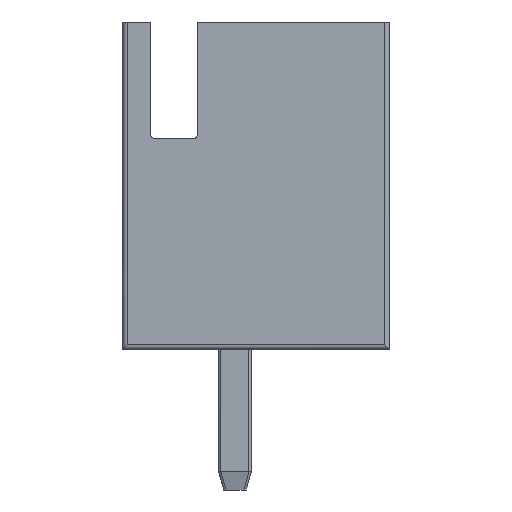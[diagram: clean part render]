
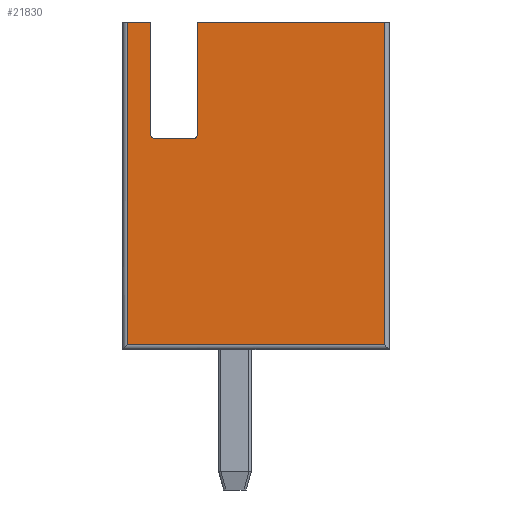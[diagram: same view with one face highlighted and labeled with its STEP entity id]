
A CAD part, left-side view. The second image highlights one B-rep face of the part: STEP entity #21830.
In plain terms, the highlighted planar face has unit normal (-1, 0, 0).
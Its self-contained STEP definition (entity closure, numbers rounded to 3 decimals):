
#884 = AXIS2_PLACEMENT_3D ( 'NONE', #2686, #8199, #16399 ) ;
#1013 = CARTESIAN_POINT ( 'NONE',  ( -2.5, 0.8, 7. ) ) ;
#1913 = ORIENTED_EDGE ( 'NONE', *, *, #4014, .F. ) ;
#2370 = VERTEX_POINT ( 'NONE', #1013 ) ;
#2686 = CARTESIAN_POINT ( 'NONE',  ( -2.5, 2.4, 7. ) ) ;
#2739 = EDGE_CURVE ( 'NONE', #7412, #18615, #21450, .T. ) ;
#2849 = ORIENTED_EDGE ( 'NONE', *, *, #2739, .T. ) ;
#3074 = DIRECTION ( 'NONE',  ( 0., -1., 0. ) ) ;
#3629 = LINE ( 'NONE', #15672, #16675 ) ;
#3670 = CARTESIAN_POINT ( 'NONE',  ( -2.5, 2.4, 7. ) ) ;
#3807 = EDGE_LOOP ( 'NONE', ( #23363, #23225, #1913, #14452, #14766, #17659, #17259, #5395, #16131, #2849 ) ) ;
#4014 = EDGE_CURVE ( 'NONE', #2370, #22841, #4224, .T. ) ;
#4224 = LINE ( 'NONE', #19597, #8262 ) ;
#4230 = VECTOR ( 'NONE', #3074, 1000. ) ;
#4929 = LINE ( 'NONE', #12825, #7890 ) ;
#5105 = VECTOR ( 'NONE', #9836, 1000. ) ;
#5225 = CARTESIAN_POINT ( 'NONE',  ( -2.5, 1.8, 4.5 ) ) ;
#5395 = ORIENTED_EDGE ( 'NONE', *, *, #5831, .F. ) ;
#5601 = LINE ( 'NONE', #7923, #11197 ) ;
#5831 = EDGE_CURVE ( 'NONE', #22253, #16589, #20073, .T. ) ;
#5879 = FACE_OUTER_BOUND ( 'NONE', #3807, .T. ) ;
#6491 = EDGE_CURVE ( 'NONE', #8176, #22841, #4929, .T. ) ;
#6998 = CARTESIAN_POINT ( 'NONE',  ( -2.5, 1.8, 7. ) ) ;
#7173 = LINE ( 'NONE', #5225, #4230 ) ;
#7412 = VERTEX_POINT ( 'NONE', #14017 ) ;
#7723 = DIRECTION ( 'NONE',  ( 0., -1., 0. ) ) ;
#7890 = VECTOR ( 'NONE', #23826, 1000. ) ;
#7923 = CARTESIAN_POINT ( 'NONE',  ( -2.5, 2.4, 0.1 ) ) ;
#8066 = EDGE_CURVE ( 'NONE', #20328, #11451, #11593, .T. ) ;
#8090 = EDGE_CURVE ( 'NONE', #18615, #8176, #5601, .T. ) ;
#8176 = VERTEX_POINT ( 'NONE', #15340 ) ;
#8199 = DIRECTION ( 'NONE',  ( 1., 0., 0. ) ) ;
#8262 = VECTOR ( 'NONE', #7723, 1000. ) ;
#9486 = DIRECTION ( 'NONE',  ( 0., -1., 0. ) ) ;
#9670 = DIRECTION ( 'NONE',  ( 0., 0., -1. ) ) ;
#9784 = CARTESIAN_POINT ( 'NONE',  ( -2.5, 1.8, 7. ) ) ;
#9836 = DIRECTION ( 'NONE',  ( 0., 0., -1. ) ) ;
#10551 = CARTESIAN_POINT ( 'NONE',  ( -2.5, 2.3, 0.1 ) ) ;
#10621 = VERTEX_POINT ( 'NONE', #23350 ) ;
#11197 = VECTOR ( 'NONE', #9486, 1000. ) ;
#11451 = VERTEX_POINT ( 'NONE', #21080 ) ;
#11593 = CIRCLE ( 'NONE', #20784, 0.1 ) ;
#12015 = DIRECTION ( 'NONE',  ( 0., 0., 1. ) ) ;
#12779 = VECTOR ( 'NONE', #13901, 1000. ) ;
#12825 = CARTESIAN_POINT ( 'NONE',  ( -2.5, -3.2, 7. ) ) ;
#13901 = DIRECTION ( 'NONE',  ( 0., -1., 0. ) ) ;
#14017 = CARTESIAN_POINT ( 'NONE',  ( -2.5, 2.3, 7. ) ) ;
#14452 = ORIENTED_EDGE ( 'NONE', *, *, #25053, .F. ) ;
#14766 = ORIENTED_EDGE ( 'NONE', *, *, #8066, .T. ) ;
#15184 = CARTESIAN_POINT ( 'NONE',  ( -2.5, 1.7, 4.6 ) ) ;
#15340 = CARTESIAN_POINT ( 'NONE',  ( -2.5, -3.2, 0.1 ) ) ;
#15490 = DIRECTION ( 'NONE',  ( 1., 0., 0. ) ) ;
#15577 = CARTESIAN_POINT ( 'NONE',  ( -2.5, 2.3, 7. ) ) ;
#15672 = CARTESIAN_POINT ( 'NONE',  ( -2.5, 0.8, 7. ) ) ;
#16046 = VECTOR ( 'NONE', #9670, 1000. ) ;
#16131 = ORIENTED_EDGE ( 'NONE', *, *, #17279, .F. ) ;
#16399 = DIRECTION ( 'NONE',  ( 0., 1., 0. ) ) ;
#16589 = VERTEX_POINT ( 'NONE', #21217 ) ;
#16675 = VECTOR ( 'NONE', #12015, 1000. ) ;
#17259 = ORIENTED_EDGE ( 'NONE', *, *, #24956, .T. ) ;
#17279 = EDGE_CURVE ( 'NONE', #7412, #22253, #19902, .T. ) ;
#17659 = ORIENTED_EDGE ( 'NONE', *, *, #22788, .F. ) ;
#17839 = DIRECTION ( 'NONE',  ( 0., 1., 0. ) ) ;
#18615 = VERTEX_POINT ( 'NONE', #10551 ) ;
#18772 = CARTESIAN_POINT ( 'NONE',  ( -2.5, -3.2, 7. ) ) ;
#18982 = DIRECTION ( 'NONE',  ( 0., 1., 0. ) ) ;
#19366 = DIRECTION ( 'NONE',  ( 1., 0., 0. ) ) ;
#19597 = CARTESIAN_POINT ( 'NONE',  ( -2.5, 2.4, 7. ) ) ;
#19902 = LINE ( 'NONE', #3670, #12779 ) ;
#20073 = LINE ( 'NONE', #9784, #16046 ) ;
#20328 = VERTEX_POINT ( 'NONE', #22241 ) ;
#20784 = AXIS2_PLACEMENT_3D ( 'NONE', #23545, #15490, #17839 ) ;
#21080 = CARTESIAN_POINT ( 'NONE',  ( -2.5, 0.9, 4.5 ) ) ;
#21217 = CARTESIAN_POINT ( 'NONE',  ( -2.5, 1.8, 4.6 ) ) ;
#21450 = LINE ( 'NONE', #15577, #5105 ) ;
#21830 = ADVANCED_FACE ( 'NONE', ( #5879 ), #25547, .F. ) ;
#22241 = CARTESIAN_POINT ( 'NONE',  ( -2.5, 0.8, 4.6 ) ) ;
#22253 = VERTEX_POINT ( 'NONE', #6998 ) ;
#22788 = EDGE_CURVE ( 'NONE', #10621, #11451, #7173, .T. ) ;
#22841 = VERTEX_POINT ( 'NONE', #18772 ) ;
#22928 = CIRCLE ( 'NONE', #25418, 0.1 ) ;
#23225 = ORIENTED_EDGE ( 'NONE', *, *, #6491, .T. ) ;
#23350 = CARTESIAN_POINT ( 'NONE',  ( -2.5, 1.7, 4.5 ) ) ;
#23363 = ORIENTED_EDGE ( 'NONE', *, *, #8090, .T. ) ;
#23545 = CARTESIAN_POINT ( 'NONE',  ( -2.5, 0.9, 4.6 ) ) ;
#23826 = DIRECTION ( 'NONE',  ( 0., 0., 1. ) ) ;
#24956 = EDGE_CURVE ( 'NONE', #10621, #16589, #22928, .T. ) ;
#25053 = EDGE_CURVE ( 'NONE', #20328, #2370, #3629, .T. ) ;
#25418 = AXIS2_PLACEMENT_3D ( 'NONE', #15184, #19366, #18982 ) ;
#25547 = PLANE ( 'NONE',  #884 ) ;
